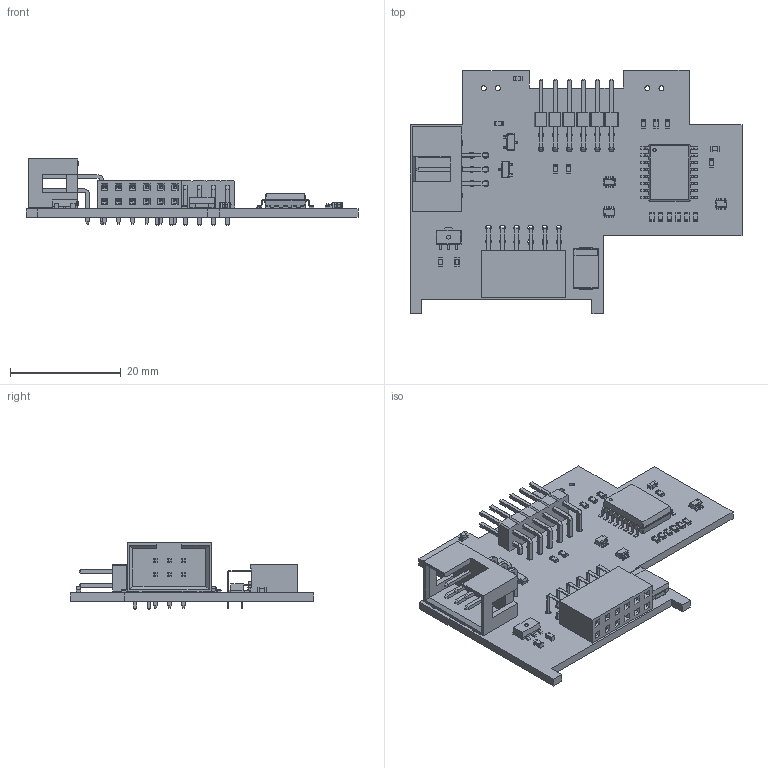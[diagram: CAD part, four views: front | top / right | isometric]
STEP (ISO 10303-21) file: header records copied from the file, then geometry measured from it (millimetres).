
FILE_DESCRIPTION(('KiCad electronic assembly'),'2;1');
FILE_NAME('PIDI-BOX-01-IO-6-CTRL74-A1.step','2025-10-31T13:12:22',( 'Pcbnew'),('Kicad'),'Open CASCADE STEP processor 7.9', 'KiCad to STEP converter','Unknown');
FILE_SCHEMA(('AUTOMOTIVE_DESIGN { 1 0 10303 214 1 1 1 1 }'));
Length unit declared in the file: millimetre
Products named in the file (17): PIDI-BOX-01-IO-6-CTRL74-A1 1; R_0603_1608Metric; PinHeader_2x06_P2.54mm_Horizontal; SOT-23; 6120XX21721_61200621721; 61200621621; 6120xx21721_PIN; 6120xx21721_PIN_LONGUE; C_0603_1608Metric; SOT-89-3; PIDI-BOX-01-IO-6-CTRL74-A1 1.14.1; PinSocket_2x06_P2.54mm_Horizontal; PUMH10,115; LED_0603_1608Metric; CP_EIA-7343-20_Kemet-V; SOIC-16W_7.5x10.3mm_P1.27mm; PIDI-BOX-01-IO-6-CTRL74-A1_PCB
Assembly tree (37 placements, depth 3):
  PIDI-BOX-01-IO-6-CTRL74-A1 1
    R_0603_1608Metric  x13
    PinHeader_2x06_P2.54mm_Horizontal
    SOT-23  x2
    6120XX21721_61200621721
      61200621621
      6120xx21721_PIN  x3
      6120xx21721_PIN_LONGUE  x3
    C_0603_1608Metric  x3
    SOT-89-3
      PIDI-BOX-01-IO-6-CTRL74-A1 1.14.1
    PinSocket_2x06_P2.54mm_Horizontal
    PUMH10,115  x3
    LED_0603_1608Metric
    CP_EIA-7343-20_Kemet-V
    SOIC-16W_7.5x10.3mm_P1.27mm
    PIDI-BOX-01-IO-6-CTRL74-A1_PCB
Bounding box: 59.94 x 43.94 x 11.93 mm (x, y, z)
Volume: 4654.5 mm3; surface area: 7767.5 mm2
Topology: 60 solids, 60 shells, 2141 faces, 5446 edges, 3491 vertices
Faces by surface type: plane 1688, cylinder 397, bspline 56
Full cylindrical faces by diameter (mm): 0.7 x1, 0.85 x6, 0.9 x4, 1 x24, 1.1 x6
Entity records: 55516 total; most frequent: CARTESIAN_POINT 8395, ORIENTED_EDGE 7458, DIRECTION 6991, EDGE_CURVE 3729, LINE 3219, VECTOR 3219, VERTEX_POINT 2384, AXIS2_PLACEMENT_3D 1886
